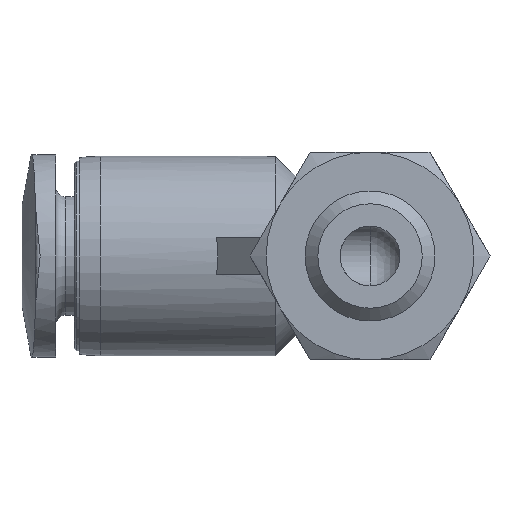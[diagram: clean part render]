
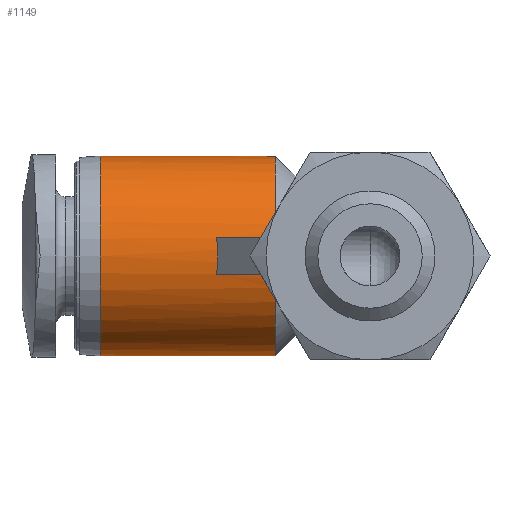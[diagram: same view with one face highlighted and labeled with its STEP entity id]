
A CAD part, front view. The second image highlights one B-rep face of the part: STEP entity #1149.
In plain terms, the highlighted cylindrical face has radius 3.85 mm (diameter 7.7 mm), a full revolution.
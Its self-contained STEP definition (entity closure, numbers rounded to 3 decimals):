
#39=ELLIPSE('',#1190,5.445,3.85);
#40=ELLIPSE('',#1192,5.445,3.85);
#43=ELLIPSE('',#1246,5.445,3.85);
#52=CYLINDRICAL_SURFACE('',#1244,3.85);
#69=LINE('',#1760,#87);
#70=LINE('',#1764,#88);
#87=VECTOR('',#1430,1000.);
#88=VECTOR('',#1433,1000.);
#143=CIRCLE('',#1245,3.85);
#144=CIRCLE('',#1247,3.85);
#281=ORIENTED_EDGE('',*,*,#378,.T.);
#282=ORIENTED_EDGE('',*,*,#435,.F.);
#283=ORIENTED_EDGE('',*,*,#376,.T.);
#284=ORIENTED_EDGE('',*,*,#436,.F.);
#285=ORIENTED_EDGE('',*,*,#437,.F.);
#286=ORIENTED_EDGE('',*,*,#438,.T.);
#287=ORIENTED_EDGE('',*,*,#439,.T.);
#376=EDGE_CURVE('',#479,#478,#39,.T.);
#378=EDGE_CURVE('',#475,#480,#40,.T.);
#435=EDGE_CURVE('',#479,#480,#143,.T.);
#436=EDGE_CURVE('',#515,#478,#69,.T.);
#437=EDGE_CURVE('',#516,#515,#43,.T.);
#438=EDGE_CURVE('',#516,#475,#70,.T.);
#439=EDGE_CURVE('',#517,#517,#144,.T.);
#475=VERTEX_POINT('',#1552);
#478=VERTEX_POINT('',#1557);
#479=VERTEX_POINT('',#1559);
#480=VERTEX_POINT('',#1561);
#515=VERTEX_POINT('',#1761);
#516=VERTEX_POINT('',#1763);
#517=VERTEX_POINT('',#1766);
#612=EDGE_LOOP('',(#281,#282,#283,#284,#285,#286));
#613=EDGE_LOOP('',(#287));
#689=FACE_BOUND('',#612,.T.);
#690=FACE_BOUND('',#613,.T.);
#1149=ADVANCED_FACE('',(#689,#690),#52,.T.);
#1190=AXIS2_PLACEMENT_3D('',#1558,#1312,#1313);
#1192=AXIS2_PLACEMENT_3D('',#1562,#1316,#1317);
#1244=AXIS2_PLACEMENT_3D('',#1758,#1426,#1427);
#1245=AXIS2_PLACEMENT_3D('',#1759,#1428,#1429);
#1246=AXIS2_PLACEMENT_3D('',#1762,#1431,#1432);
#1247=AXIS2_PLACEMENT_3D('',#1765,#1434,#1435);
#1312=DIRECTION('',(-0.707,0.707,0.));
#1313=DIRECTION('',(0.707,0.707,0.));
#1316=DIRECTION('',(-0.707,0.707,0.));
#1317=DIRECTION('',(0.707,0.707,0.));
#1426=DIRECTION('',(1.,0.,0.));
#1427=DIRECTION('',(0.,0.,-1.));
#1428=DIRECTION('',(1.,0.,0.));
#1429=DIRECTION('',(0.,0.,-1.));
#1430=DIRECTION('',(1.,0.,0.));
#1431=DIRECTION('',(0.707,0.707,0.));
#1432=DIRECTION('',(0.707,-0.707,0.));
#1433=DIRECTION('',(1.,0.,0.));
#1434=DIRECTION('',(1.,0.,0.));
#1435=DIRECTION('',(0.,0.,-1.));
#1552=CARTESIAN_POINT('',(-3.786,9.214,0.7));
#1557=CARTESIAN_POINT('',(-3.786,9.214,-0.7));
#1558=CARTESIAN_POINT('',(0.,13.,0.));
#1559=CARTESIAN_POINT('',(-3.65,9.35,-1.225));
#1561=CARTESIAN_POINT('',(-3.65,9.35,1.225));
#1562=CARTESIAN_POINT('',(0.,13.,0.));
#1758=CARTESIAN_POINT('',(0.,13.,0.));
#1759=CARTESIAN_POINT('',(-3.65,13.,0.));
#1760=CARTESIAN_POINT('',(0.,9.214,-0.7));
#1761=CARTESIAN_POINT('',(-5.914,9.214,-0.7));
#1762=CARTESIAN_POINT('',(-9.7,13.,0.));
#1763=CARTESIAN_POINT('',(-5.914,9.214,0.7));
#1764=CARTESIAN_POINT('',(0.,9.214,0.7));
#1765=CARTESIAN_POINT('',(-10.39,13.,0.));
#1766=CARTESIAN_POINT('',(-10.39,13.,-3.85));
